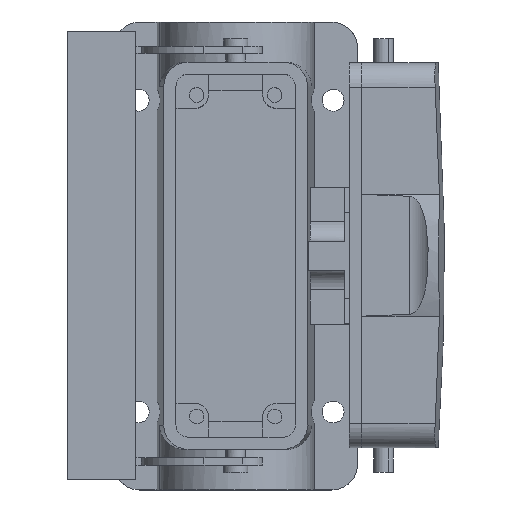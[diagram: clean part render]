
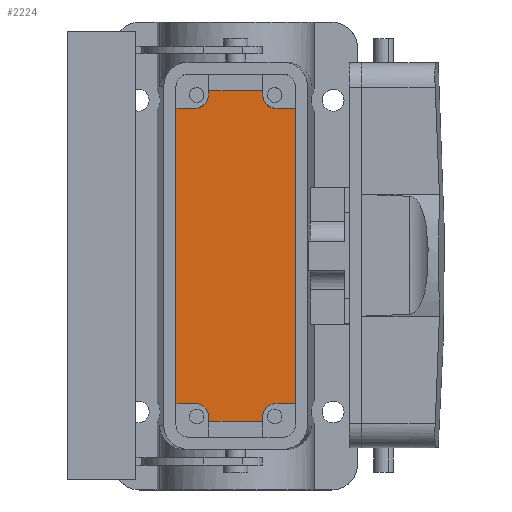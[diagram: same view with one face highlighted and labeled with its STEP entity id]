
A CAD part, top view. The second image highlights one B-rep face of the part: STEP entity #2224.
In plain terms, the highlighted planar face has unit normal (0, 0, 1).
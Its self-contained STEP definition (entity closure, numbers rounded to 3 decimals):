
#596=AXIS2_PLACEMENT_3D('Circle Axis2P3D',#594,#595,$) ;
#673=AXIS2_PLACEMENT_3D('Circle Axis2P3D',#671,#672,$) ;
#2150=AXIS2_PLACEMENT_3D('Plane Axis2P3D',#2147,#2148,#2149) ;
#2163=AXIS2_PLACEMENT_3D('Circle Axis2P3D',#2161,#2162,$) ;
#2189=AXIS2_PLACEMENT_3D('Circle Axis2P3D',#2187,#2188,$) ;
#570=CARTESIAN_POINT('Vertex',(46.75,17.75,4.5)) ;
#573=CARTESIAN_POINT('Line Origine',(44.875,17.75,4.5)) ;
#577=CARTESIAN_POINT('Vertex',(43.,17.75,4.5)) ;
#594=CARTESIAN_POINT('Axis2P3D Location',(43.,14.75,4.5)) ;
#598=CARTESIAN_POINT('Vertex',(40.,14.75,4.5)) ;
#614=CARTESIAN_POINT('Line Origine',(40.,14.375,4.5)) ;
#618=CARTESIAN_POINT('Vertex',(40.,14.,4.5)) ;
#633=CARTESIAN_POINT('Line Origine',(34.5,14.,4.5)) ;
#637=CARTESIAN_POINT('Vertex',(29.,14.,4.5)) ;
#652=CARTESIAN_POINT('Line Origine',(29.,14.375,4.5)) ;
#656=CARTESIAN_POINT('Vertex',(29.,14.75,4.5)) ;
#671=CARTESIAN_POINT('Axis2P3D Location',(26.,14.75,4.5)) ;
#675=CARTESIAN_POINT('Vertex',(26.,17.75,4.5)) ;
#690=CARTESIAN_POINT('Line Origine',(24.125,17.75,4.5)) ;
#694=CARTESIAN_POINT('Vertex',(22.25,17.75,4.5)) ;
#2126=CARTESIAN_POINT('Vertex',(46.75,78.25,4.5)) ;
#2129=CARTESIAN_POINT('Line Origine',(46.75,48.,4.5)) ;
#2147=CARTESIAN_POINT('Axis2P3D Location',(34.5,48.,4.5)) ;
#2152=CARTESIAN_POINT('Line Origine',(29.,81.625,4.5)) ;
#2156=CARTESIAN_POINT('Vertex',(29.,81.25,4.5)) ;
#2158=CARTESIAN_POINT('Vertex',(29.,82.,4.5)) ;
#2161=CARTESIAN_POINT('Axis2P3D Location',(26.,81.25,4.5)) ;
#2165=CARTESIAN_POINT('Vertex',(26.,78.25,4.5)) ;
#2168=CARTESIAN_POINT('Line Origine',(24.125,78.25,4.5)) ;
#2172=CARTESIAN_POINT('Vertex',(22.25,78.25,4.5)) ;
#2175=CARTESIAN_POINT('Line Origine',(22.25,48.,4.5)) ;
#2180=CARTESIAN_POINT('Line Origine',(44.875,78.25,4.5)) ;
#2184=CARTESIAN_POINT('Vertex',(43.,78.25,4.5)) ;
#2187=CARTESIAN_POINT('Axis2P3D Location',(43.,81.25,4.5)) ;
#2191=CARTESIAN_POINT('Vertex',(40.,81.25,4.5)) ;
#2194=CARTESIAN_POINT('Line Origine',(40.,81.625,4.5)) ;
#2198=CARTESIAN_POINT('Vertex',(40.,82.,4.5)) ;
#2201=CARTESIAN_POINT('Line Origine',(34.5,82.,4.5)) ;
#574=DIRECTION('Vector Direction',(1.,0.,0.)) ;
#595=DIRECTION('Axis2P3D Direction',(-0.,0.,-1.)) ;
#615=DIRECTION('Vector Direction',(0.,-1.,0.)) ;
#634=DIRECTION('Vector Direction',(-1.,0.,0.)) ;
#653=DIRECTION('Vector Direction',(0.,-1.,0.)) ;
#672=DIRECTION('Axis2P3D Direction',(0.,0.,-1.)) ;
#691=DIRECTION('Vector Direction',(-1.,0.,0.)) ;
#2130=DIRECTION('Vector Direction',(0.,-1.,0.)) ;
#2148=DIRECTION('Axis2P3D Direction',(-0.,0.,1.)) ;
#2149=DIRECTION('Axis2P3D XDirection',(0.,-1.,0.)) ;
#2153=DIRECTION('Vector Direction',(0.,1.,0.)) ;
#2162=DIRECTION('Axis2P3D Direction',(-0.,0.,1.)) ;
#2169=DIRECTION('Vector Direction',(-1.,0.,0.)) ;
#2176=DIRECTION('Vector Direction',(0.,1.,0.)) ;
#2181=DIRECTION('Vector Direction',(1.,0.,0.)) ;
#2188=DIRECTION('Axis2P3D Direction',(-0.,0.,1.)) ;
#2195=DIRECTION('Vector Direction',(0.,1.,0.)) ;
#2202=DIRECTION('Vector Direction',(-1.,0.,0.)) ;
#575=VECTOR('Line Direction',#574,1.) ;
#616=VECTOR('Line Direction',#615,1.) ;
#635=VECTOR('Line Direction',#634,1.) ;
#654=VECTOR('Line Direction',#653,1.) ;
#692=VECTOR('Line Direction',#691,1.) ;
#2131=VECTOR('Line Direction',#2130,1.) ;
#2154=VECTOR('Line Direction',#2153,1.) ;
#2170=VECTOR('Line Direction',#2169,1.) ;
#2177=VECTOR('Line Direction',#2176,1.) ;
#2182=VECTOR('Line Direction',#2181,1.) ;
#2196=VECTOR('Line Direction',#2195,1.) ;
#2203=VECTOR('Line Direction',#2202,1.) ;
#2207=ORIENTED_EDGE('',*,*,#2160,.F.) ;
#2208=ORIENTED_EDGE('',*,*,#2167,.F.) ;
#2209=ORIENTED_EDGE('',*,*,#2174,.T.) ;
#2210=ORIENTED_EDGE('',*,*,#2179,.T.) ;
#2211=ORIENTED_EDGE('',*,*,#696,.F.) ;
#2212=ORIENTED_EDGE('',*,*,#677,.F.) ;
#2213=ORIENTED_EDGE('',*,*,#658,.T.) ;
#2214=ORIENTED_EDGE('',*,*,#639,.F.) ;
#2215=ORIENTED_EDGE('',*,*,#620,.F.) ;
#2216=ORIENTED_EDGE('',*,*,#600,.F.) ;
#2217=ORIENTED_EDGE('',*,*,#579,.T.) ;
#2218=ORIENTED_EDGE('',*,*,#2133,.T.) ;
#2219=ORIENTED_EDGE('',*,*,#2186,.F.) ;
#2220=ORIENTED_EDGE('',*,*,#2193,.F.) ;
#2221=ORIENTED_EDGE('',*,*,#2200,.T.) ;
#2222=ORIENTED_EDGE('',*,*,#2205,.T.) ;
#2224=ADVANCED_FACE('Housing',(#2223),#2151,.T.) ;
#597=CIRCLE('generated circle',#596,3.) ;
#674=CIRCLE('generated circle',#673,3.) ;
#2164=CIRCLE('generated circle',#2163,3.) ;
#2190=CIRCLE('generated circle',#2189,3.) ;
#579=EDGE_CURVE('',#578,#571,#576,.T.) ;
#600=EDGE_CURVE('',#578,#599,#597,.F.) ;
#620=EDGE_CURVE('',#599,#619,#617,.T.) ;
#639=EDGE_CURVE('',#619,#638,#636,.T.) ;
#658=EDGE_CURVE('',#657,#638,#655,.T.) ;
#677=EDGE_CURVE('',#657,#676,#674,.F.) ;
#696=EDGE_CURVE('',#676,#695,#693,.T.) ;
#2133=EDGE_CURVE('',#571,#2127,#2132,.F.) ;
#2160=EDGE_CURVE('',#2157,#2159,#2155,.T.) ;
#2167=EDGE_CURVE('',#2166,#2157,#2164,.T.) ;
#2174=EDGE_CURVE('',#2166,#2173,#2171,.T.) ;
#2179=EDGE_CURVE('',#2173,#695,#2178,.F.) ;
#2186=EDGE_CURVE('',#2185,#2127,#2183,.T.) ;
#2193=EDGE_CURVE('',#2192,#2185,#2190,.T.) ;
#2200=EDGE_CURVE('',#2192,#2199,#2197,.T.) ;
#2205=EDGE_CURVE('',#2199,#2159,#2204,.T.) ;
#2206=EDGE_LOOP('',(#2207,#2208,#2209,#2210,#2211,#2212,#2213,#2214,#2215,#2216,#2217,#2218,#2219,#2220,#2221,#2222)) ;
#2223=FACE_OUTER_BOUND('',#2206,.T.) ;
#576=LINE('Line',#573,#575) ;
#617=LINE('Line',#614,#616) ;
#636=LINE('Line',#633,#635) ;
#655=LINE('Line',#652,#654) ;
#693=LINE('Line',#690,#692) ;
#2132=LINE('Line',#2129,#2131) ;
#2155=LINE('Line',#2152,#2154) ;
#2171=LINE('Line',#2168,#2170) ;
#2178=LINE('Line',#2175,#2177) ;
#2183=LINE('Line',#2180,#2182) ;
#2197=LINE('Line',#2194,#2196) ;
#2204=LINE('Line',#2201,#2203) ;
#2151=PLANE('',#2150) ;
#571=VERTEX_POINT('',#570) ;
#578=VERTEX_POINT('',#577) ;
#599=VERTEX_POINT('',#598) ;
#619=VERTEX_POINT('',#618) ;
#638=VERTEX_POINT('',#637) ;
#657=VERTEX_POINT('',#656) ;
#676=VERTEX_POINT('',#675) ;
#695=VERTEX_POINT('',#694) ;
#2127=VERTEX_POINT('',#2126) ;
#2157=VERTEX_POINT('',#2156) ;
#2159=VERTEX_POINT('',#2158) ;
#2166=VERTEX_POINT('',#2165) ;
#2173=VERTEX_POINT('',#2172) ;
#2185=VERTEX_POINT('',#2184) ;
#2192=VERTEX_POINT('',#2191) ;
#2199=VERTEX_POINT('',#2198) ;
